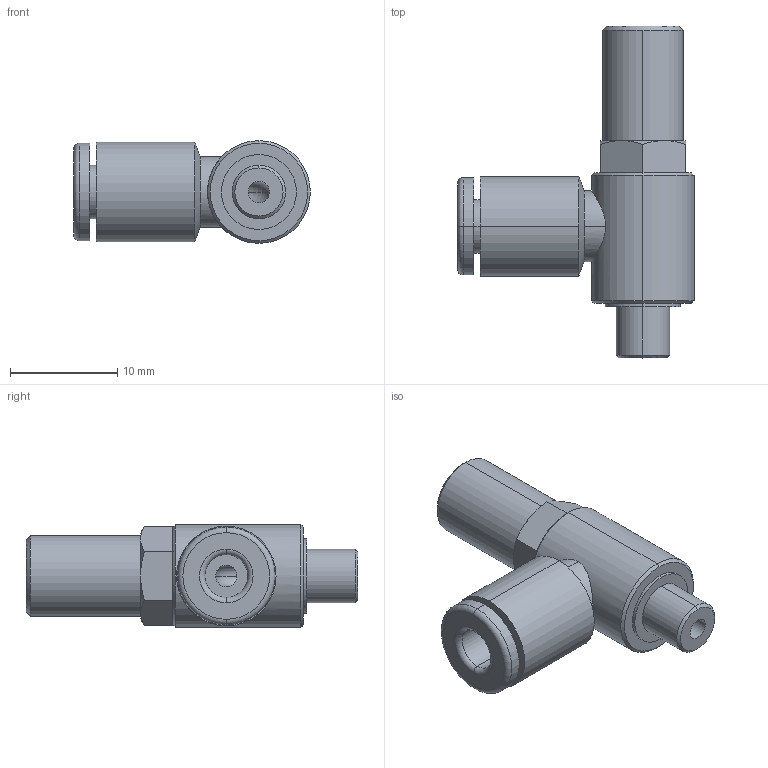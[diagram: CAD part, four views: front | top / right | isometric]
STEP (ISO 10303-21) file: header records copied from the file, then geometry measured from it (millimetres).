
FILE_DESCRIPTION (( 'STEP AP203' ), '1' );
FILE_NAME ('ASAS12008291622384196.step', '2007-08-29T20:22:40', ( 'SysAdmin' ), ( 'SolidWorks' ), 'SwSTEP 2.0', 'SolidWorks 2007', '' );
FILE_SCHEMA (( 'CONFIG_CONTROL_DESIGN' ));
Length unit declared in the file: millimetre
Products named in the file (2): AS1201F-M5-04T.step_AS3160 Body_12-M5-04; ASAS12008291622384196
Assembly tree (1 placements, depth 2):
  ASAS12008291622384196
    AS1201F-M5-04T.step_AS3160 Body_12-M5-04
Bounding box: 22.1 x 31 x 9.6 mm (x, y, z)
Volume: 2191.1 mm3; surface area: 1682.9 mm2
Topology: 1 solids, 1 shells, 75 faces, 165 edges, 101 vertices
Faces by surface type: cylinder 27, plane 25, cone 17, torus 6
Entity records: 2364 total; most frequent: CARTESIAN_POINT 495, DIRECTION 380, ORIENTED_EDGE 330, EDGE_CURVE 165, AXIS2_PLACEMENT_3D 162, VERTEX_POINT 101, EDGE_LOOP 86, CIRCLE 83
